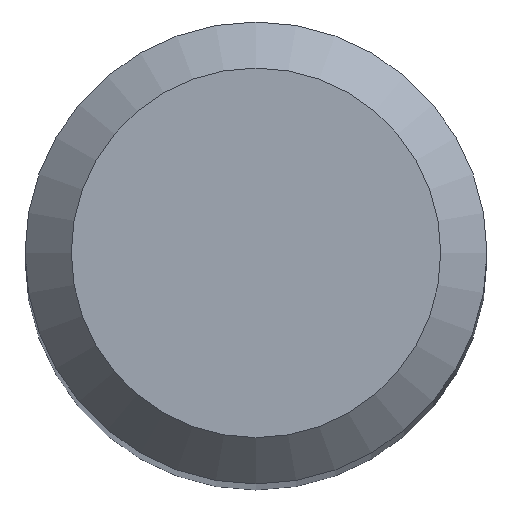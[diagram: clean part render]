
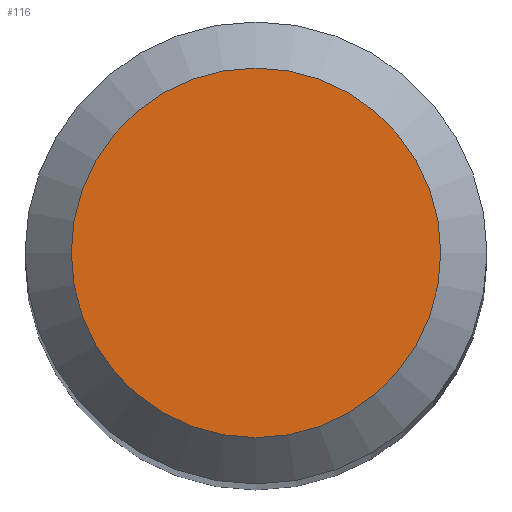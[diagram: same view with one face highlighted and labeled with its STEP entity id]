
A CAD part, top view. The second image highlights one B-rep face of the part: STEP entity #116.
In plain terms, the highlighted planar face has unit normal (0, 0, 1).
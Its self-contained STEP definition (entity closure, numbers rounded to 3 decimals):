
#5 = EDGE_LOOP ( 'NONE', ( #137 ) ) ;
#30 = DIRECTION ( 'NONE',  ( 0., 0., -1. ) ) ;
#48 = CARTESIAN_POINT ( 'NONE',  ( 0., 1.6, 35. ) ) ;
#67 = CARTESIAN_POINT ( 'NONE',  ( 0., 0., 35. ) ) ;
#101 = DIRECTION ( 'NONE',  ( 0., 1., 0. ) ) ;
#115 = DIRECTION ( 'NONE',  ( 0., 0., -1. ) ) ;
#116 = ADVANCED_FACE ( 'NONE', ( #189 ), #174, .F. ) ;
#127 = CIRCLE ( 'NONE', #151, 1.6 ) ;
#137 = ORIENTED_EDGE ( 'NONE', *, *, #162, .F. ) ;
#151 = AXIS2_PLACEMENT_3D ( 'NONE', #202, #115, #219 ) ;
#162 = EDGE_CURVE ( 'NONE', #172, #172, #127, .T. ) ;
#169 = AXIS2_PLACEMENT_3D ( 'NONE', #67, #30, #101 ) ;
#172 = VERTEX_POINT ( 'NONE', #48 ) ;
#174 = PLANE ( 'NONE',  #169 ) ;
#189 = FACE_OUTER_BOUND ( 'NONE', #5, .T. ) ;
#202 = CARTESIAN_POINT ( 'NONE',  ( 0., 0., 35. ) ) ;
#219 = DIRECTION ( 'NONE',  ( 0., 1., 0. ) ) ;
